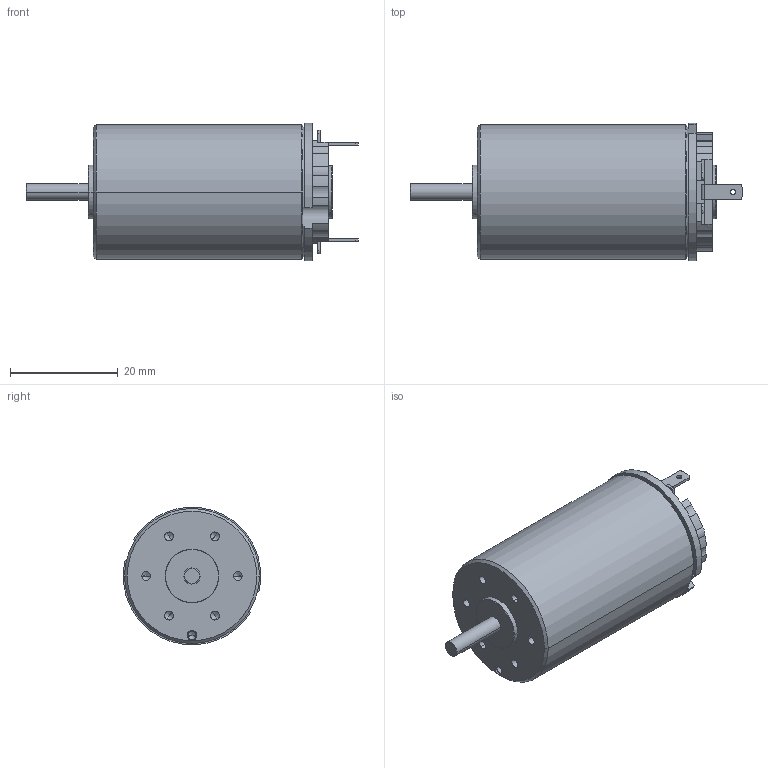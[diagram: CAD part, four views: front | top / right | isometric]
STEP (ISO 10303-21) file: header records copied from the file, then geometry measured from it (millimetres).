
FILE_DESCRIPTION((''),'2;1');
FILE_NAME('25GST2R_82_216P_1','2015-11-06T',('vinayak.bharmal'),(''),'PRO/ENGINEER BY PARAMETRIC TECHNOLOGY CORPORATION, 2014310','PRO/ENGINEER BY PARAMETRIC TECHNOLOGY CORPORATION, 2014310','');
FILE_SCHEMA(('CONFIG_CONTROL_DESIGN'));
Length unit declared in the file: millimetre
Products named in the file (1): 25GST2R_82_216P_1
Bounding box: 61.5 x 25.44 x 25.49 mm (x, y, z)
Volume: 20787.2 mm3; surface area: 5124.8 mm2
Topology: 1 solids, 1 shells, 233 faces, 592 edges, 376 vertices
Faces by surface type: cylinder 110, plane 95, cone 28
Entity records: 7036 total; most frequent: DIRECTION 1274, CARTESIAN_POINT 1215, ORIENTED_EDGE 1156, EDGE_CURVE 578, AXIS2_PLACEMENT_3D 475, VERTEX_POINT 376, VECTOR 324, LINE 324
